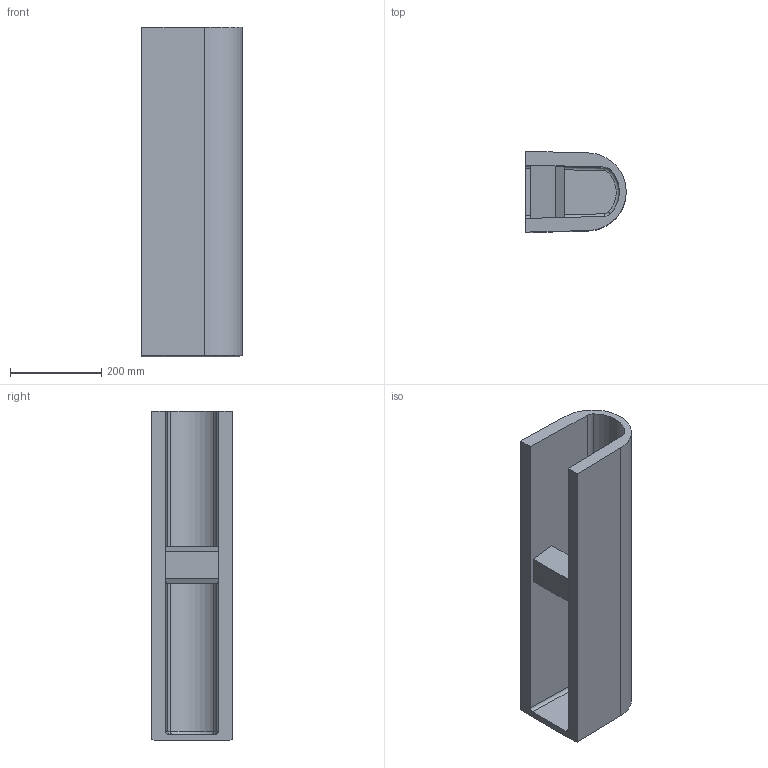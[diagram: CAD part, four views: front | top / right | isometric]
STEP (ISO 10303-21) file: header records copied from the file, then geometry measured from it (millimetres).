
FILE_DESCRIPTION((''),'2;1');
FILE_NAME('085824.stp','2011-05-18T19:09:02',('Administrator'),(''),'Autodesk Inventor 2011','Autodesk Inventor 2011','');
FILE_SCHEMA(('AUTOMOTIVE_DESIGN { 1 0 10303 214 1 1 1 1 }'));
Length unit declared in the file: millimetre
Products named in the file (1): 085824
Bounding box: 220 x 177 x 722 mm (x, y, z)
Volume: 10001998.8 mm3; surface area: 862497.8 mm2
Topology: 1 solids, 1 shells, 24 faces, 60 edges, 38 vertices
Faces by surface type: plane 14, cylinder 6, torus 3, cone 1
Entity records: 751 total; most frequent: DIRECTION 128, CARTESIAN_POINT 123, ORIENTED_EDGE 120, EDGE_CURVE 60, AXIS2_PLACEMENT_3D 43, VECTOR 42, LINE 42, VERTEX_POINT 38
